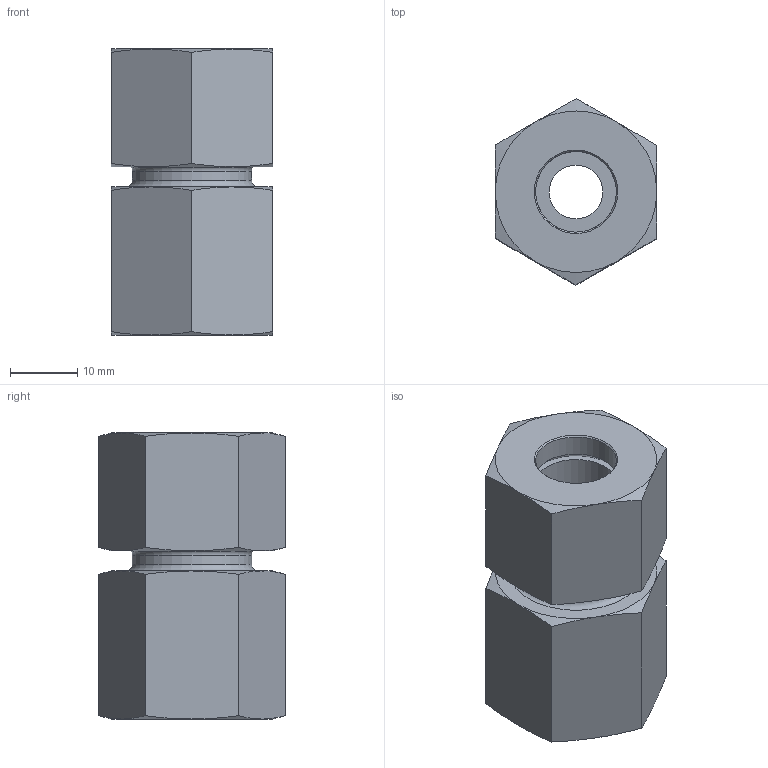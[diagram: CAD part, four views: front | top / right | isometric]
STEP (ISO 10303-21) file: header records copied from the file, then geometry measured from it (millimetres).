
FILE_DESCRIPTION((''),'2;1');
FILE_NAME('7198123820.stp','2014-08-27T16:02:18',(''),('KNOMI spol. s r. o.'),'Autodesk Inventor 2012','Autodesk Inventor 2012','');
FILE_SCHEMA(('AUTOMOTIVE_DESIGN { 1 2 10303 214 0 1 1 1 }'));
Length unit declared in the file: millimetre
Products named in the file (4): PRIR3K 12SR G3/8-M20; 7188123820; 3981220; 40112
Assembly tree (3 placements, depth 2):
  PRIR3K 12SR G3/8-M20
    7188123820
    3981220
    40112
Bounding box: 24.04 x 27.71 x 42.5 mm (x, y, z)
Volume: 15427.3 mm3; surface area: 8649.6 mm2
Topology: 3 solids, 3 shells, 70 faces, 150 edges, 89 vertices
Faces by surface type: cone 36, plane 21, cylinder 10, torus 3
Full cylindrical faces by diameter (mm): 8 x1, 12 x3, 14.3 x1, 14.95 x1, 16 x1, 17.7 x1, 18.376 x1, 20 x1
Entity records: 1815 total; most frequent: CARTESIAN_POINT 369, DIRECTION 278, ORIENTED_EDGE 232, AXIS2_PLACEMENT_3D 133, EDGE_CURVE 116, EDGE_LOOP 104, VERTEX_POINT 80, STYLED_ITEM 73
